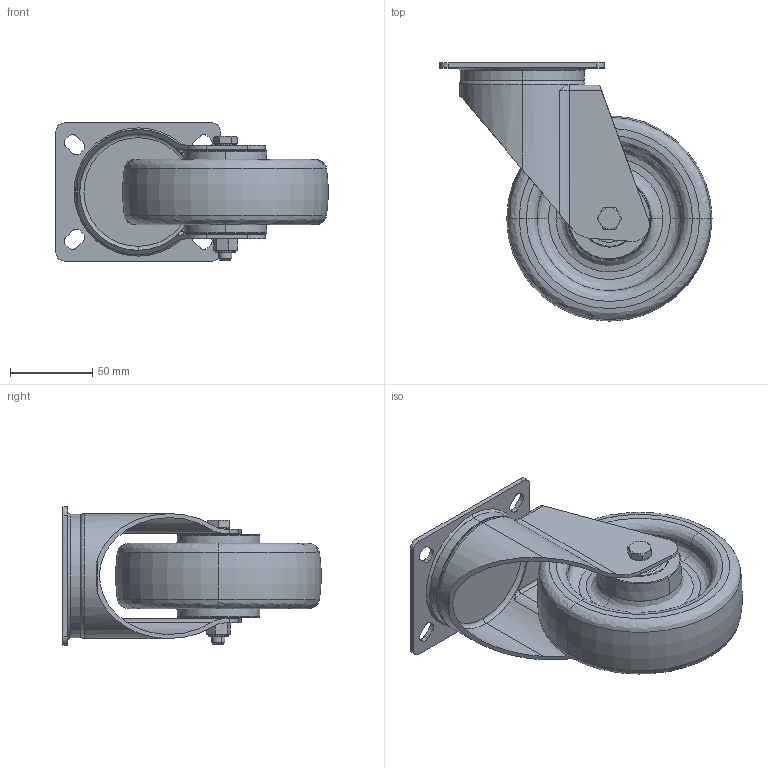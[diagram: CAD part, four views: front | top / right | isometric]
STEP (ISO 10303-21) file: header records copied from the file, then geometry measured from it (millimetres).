
FILE_DESCRIPTION (( 'STEP AP214' ), '1' );
FILE_NAME ('0029886_L-MV-EPUK-125-K-3_(A-05).step', '2019-10-11T08:24:13', ( '' ), ( '' ), 'SwSTEP 2.0', 'SolidWorks 2018', '' );
FILE_SCHEMA (( 'AUTOMOTIVE_DESIGN' ));
Length unit declared in the file: millimetre
Products named in the file (1): 0029886_L-MV-EPUK-125-K-3_(A-05)
Bounding box: 165.38 x 156.88 x 84 mm (x, y, z)
Surface area: 128760.9 mm2 (no closed solid volume)
Topology: 0 solids, 24 shells, 442 faces, 1034 edges, 654 vertices
Faces by surface type: cylinder 139, plane 119, bspline 80, torus 56, cone 48
Entity records: 20291 total; most frequent: CARTESIAN_POINT 5399, DIRECTION 2080, ORIENTED_EDGE 2068, EDGE_CURVE 1034, AXIS2_PLACEMENT_3D 872, VERTEX_POINT 654, CIRCLE 509, EDGE_LOOP 496
